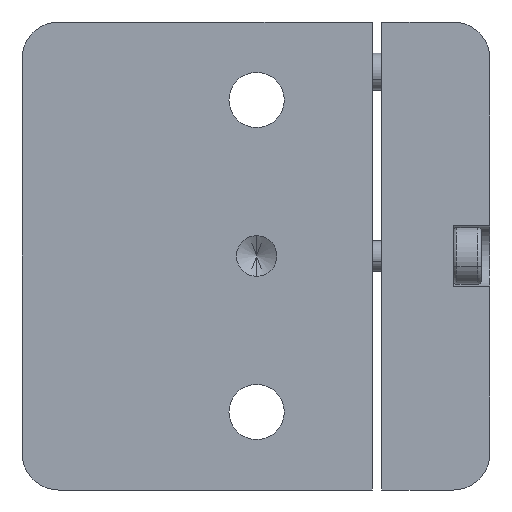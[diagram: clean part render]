
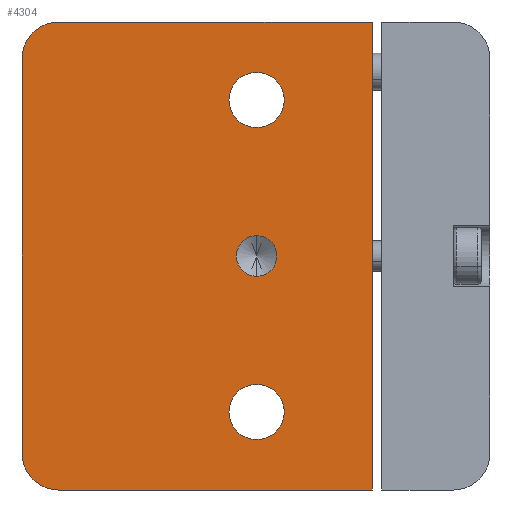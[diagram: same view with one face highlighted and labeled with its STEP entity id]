
A CAD part, front view. The second image highlights one B-rep face of the part: STEP entity #4304.
In plain terms, the highlighted planar face has unit normal (0, -1, 0).
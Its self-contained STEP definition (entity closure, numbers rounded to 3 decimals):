
#30 = LINE ( 'NONE', #3535, #967 ) ;
#41 = CARTESIAN_POINT ( 'NONE',  ( 9.45, -4.128, -15.875 ) ) ;
#75 = VERTEX_POINT ( 'NONE', #776 ) ;
#158 = ORIENTED_EDGE ( 'NONE', *, *, #5519, .F. ) ;
#255 = LINE ( 'NONE', #3333, #1029 ) ;
#292 = EDGE_CURVE ( 'NONE', #75, #4570, #1778, .T. ) ;
#323 = CARTESIAN_POINT ( 'NONE',  ( 0.05, -4.128, -12.7 ) ) ;
#513 = CARTESIAN_POINT ( 'NONE',  ( 0.05, -4.128, -1.65 ) ) ;
#519 = AXIS2_PLACEMENT_3D ( 'NONE', #1672, #3670, #4620 ) ;
#530 = CIRCLE ( 'NONE', #5151, 2.25 ) ;
#548 = DIRECTION ( 'NONE',  ( 0., 0., 1. ) ) ;
#676 = CARTESIAN_POINT ( 'NONE',  ( 0.05, -4.128, 12.7 ) ) ;
#728 = CARTESIAN_POINT ( 'NONE',  ( 0.05, -4.128, 12.7 ) ) ;
#776 = CARTESIAN_POINT ( 'NONE',  ( 0.05, -4.128, 10.45 ) ) ;
#967 = VECTOR ( 'NONE', #5104, 1000. ) ;
#991 = EDGE_CURVE ( 'NONE', #5175, #4615, #1428, .T. ) ;
#1020 = EDGE_CURVE ( 'NONE', #1186, #1279, #30, .T. ) ;
#1027 = FACE_BOUND ( 'NONE', #4171, .T. ) ;
#1029 = VECTOR ( 'NONE', #4244, 1000. ) ;
#1034 = DIRECTION ( 'NONE',  ( 0., -1., 0. ) ) ;
#1063 = DIRECTION ( 'NONE',  ( 0., 0., 1. ) ) ;
#1111 = ORIENTED_EDGE ( 'NONE', *, *, #1020, .T. ) ;
#1154 = DIRECTION ( 'NONE',  ( 0., 0., -1. ) ) ;
#1186 = VERTEX_POINT ( 'NONE', #1704 ) ;
#1243 = EDGE_CURVE ( 'NONE', #1279, #4528, #5190, .T. ) ;
#1279 = VERTEX_POINT ( 'NONE', #5882 ) ;
#1387 = CARTESIAN_POINT ( 'NONE',  ( 0.05, -4.128, -14.95 ) ) ;
#1428 = LINE ( 'NONE', #3447, #2986 ) ;
#1438 = AXIS2_PLACEMENT_3D ( 'NONE', #728, #4248, #1771 ) ;
#1529 = FACE_BOUND ( 'NONE', #5735, .T. ) ;
#1672 = CARTESIAN_POINT ( 'NONE',  ( 0.05, -4.128, 0. ) ) ;
#1697 = CIRCLE ( 'NONE', #3991, 3. ) ;
#1704 = CARTESIAN_POINT ( 'NONE',  ( -19.05, -4.128, 16.05 ) ) ;
#1771 = DIRECTION ( 'NONE',  ( 0., 0., 1. ) ) ;
#1772 = DIRECTION ( 'NONE',  ( 0., 0., 1. ) ) ;
#1778 = CIRCLE ( 'NONE', #1438, 2.25 ) ;
#1817 = VERTEX_POINT ( 'NONE', #513 ) ;
#2137 = CIRCLE ( 'NONE', #3689, 2.25 ) ;
#2159 = ORIENTED_EDGE ( 'NONE', *, *, #3355, .F. ) ;
#2284 = CARTESIAN_POINT ( 'NONE',  ( 0.05, -4.128, -12.7 ) ) ;
#2333 = CIRCLE ( 'NONE', #519, 1.65 ) ;
#2551 = CARTESIAN_POINT ( 'NONE',  ( 0.05, -4.128, 14.95 ) ) ;
#2644 = CARTESIAN_POINT ( 'NONE',  ( 0.05, -4.128, 1.65 ) ) ;
#2660 = VERTEX_POINT ( 'NONE', #4907 ) ;
#2708 = DIRECTION ( 'NONE',  ( 0., -1., 0. ) ) ;
#2986 = VECTOR ( 'NONE', #5448, 1000. ) ;
#3057 = DIRECTION ( 'NONE',  ( 0., 0., 1. ) ) ;
#3144 = VERTEX_POINT ( 'NONE', #2644 ) ;
#3206 = CARTESIAN_POINT ( 'NONE',  ( -16.05, -4.128, 19.05 ) ) ;
#3333 = CARTESIAN_POINT ( 'NONE',  ( 15.875, -4.128, -19.05 ) ) ;
#3353 = ORIENTED_EDGE ( 'NONE', *, *, #1243, .T. ) ;
#3355 = EDGE_CURVE ( 'NONE', #2660, #4436, #530, .T. ) ;
#3387 = VERTEX_POINT ( 'NONE', #3681 ) ;
#3447 = CARTESIAN_POINT ( 'NONE',  ( 15.875, -4.128, 19.05 ) ) ;
#3474 = DIRECTION ( 'NONE',  ( 0., 1., 0. ) ) ;
#3535 = CARTESIAN_POINT ( 'NONE',  ( -19.05, -4.128, -15.875 ) ) ;
#3537 = FACE_BOUND ( 'NONE', #5110, .T. ) ;
#3570 = ORIENTED_EDGE ( 'NONE', *, *, #4045, .F. ) ;
#3630 = CARTESIAN_POINT ( 'NONE',  ( 0.05, -4.128, 0. ) ) ;
#3670 = DIRECTION ( 'NONE',  ( 0., -1., 0. ) ) ;
#3681 = CARTESIAN_POINT ( 'NONE',  ( 9.45, -4.128, -19.05 ) ) ;
#3689 = AXIS2_PLACEMENT_3D ( 'NONE', #676, #5695, #5183 ) ;
#3991 = AXIS2_PLACEMENT_3D ( 'NONE', #5593, #1034, #3057 ) ;
#4034 = AXIS2_PLACEMENT_3D ( 'NONE', #4773, #6281, #1772 ) ;
#4045 = EDGE_CURVE ( 'NONE', #4570, #75, #2137, .T. ) ;
#4094 = ORIENTED_EDGE ( 'NONE', *, *, #5002, .T. ) ;
#4151 = AXIS2_PLACEMENT_3D ( 'NONE', #3630, #5204, #1154 ) ;
#4171 = EDGE_LOOP ( 'NONE', ( #2159, #4985 ) ) ;
#4200 = VECTOR ( 'NONE', #548, 1000. ) ;
#4244 = DIRECTION ( 'NONE',  ( 1., 0., 0. ) ) ;
#4248 = DIRECTION ( 'NONE',  ( 0., -1., 0. ) ) ;
#4275 = DIRECTION ( 'NONE',  ( 0., -1., 0. ) ) ;
#4304 = ADVANCED_FACE ( 'NONE', ( #1529, #5991, #3537, #1027 ), #5955, .F. ) ;
#4317 = AXIS2_PLACEMENT_3D ( 'NONE', #4550, #3474, #1063 ) ;
#4436 = VERTEX_POINT ( 'NONE', #1387 ) ;
#4437 = CARTESIAN_POINT ( 'NONE',  ( -16.05, -4.128, -19.05 ) ) ;
#4528 = VERTEX_POINT ( 'NONE', #4437 ) ;
#4550 = CARTESIAN_POINT ( 'NONE',  ( 15.875, -4.128, -15.875 ) ) ;
#4570 = VERTEX_POINT ( 'NONE', #2551 ) ;
#4615 = VERTEX_POINT ( 'NONE', #3206 ) ;
#4620 = DIRECTION ( 'NONE',  ( 0., 0., -1. ) ) ;
#4703 = EDGE_CURVE ( 'NONE', #4436, #2660, #5892, .T. ) ;
#4773 = CARTESIAN_POINT ( 'NONE',  ( -16.05, -4.128, -16.05 ) ) ;
#4783 = EDGE_CURVE ( 'NONE', #4528, #3387, #255, .T. ) ;
#4855 = ORIENTED_EDGE ( 'NONE', *, *, #6016, .F. ) ;
#4907 = CARTESIAN_POINT ( 'NONE',  ( 0.05, -4.128, -10.45 ) ) ;
#4909 = CARTESIAN_POINT ( 'NONE',  ( 9.45, -4.128, 19.05 ) ) ;
#4985 = ORIENTED_EDGE ( 'NONE', *, *, #4703, .F. ) ;
#5002 = EDGE_CURVE ( 'NONE', #4615, #1186, #1697, .T. ) ;
#5003 = EDGE_CURVE ( 'NONE', #3387, #5175, #5048, .T. ) ;
#5048 = LINE ( 'NONE', #41, #4200 ) ;
#5104 = DIRECTION ( 'NONE',  ( 0., 0., -1. ) ) ;
#5110 = EDGE_LOOP ( 'NONE', ( #3570, #6466 ) ) ;
#5151 = AXIS2_PLACEMENT_3D ( 'NONE', #2284, #2708, #6170 ) ;
#5175 = VERTEX_POINT ( 'NONE', #4909 ) ;
#5183 = DIRECTION ( 'NONE',  ( 0., 0., 1. ) ) ;
#5190 = CIRCLE ( 'NONE', #4034, 3. ) ;
#5204 = DIRECTION ( 'NONE',  ( 0., -1., 0. ) ) ;
#5297 = DIRECTION ( 'NONE',  ( 0., 0., 1. ) ) ;
#5309 = ORIENTED_EDGE ( 'NONE', *, *, #5003, .T. ) ;
#5318 = ORIENTED_EDGE ( 'NONE', *, *, #4783, .T. ) ;
#5345 = EDGE_LOOP ( 'NONE', ( #1111, #3353, #5318, #5309, #5946, #4094 ) ) ;
#5448 = DIRECTION ( 'NONE',  ( -1., 0., 0. ) ) ;
#5519 = EDGE_CURVE ( 'NONE', #1817, #3144, #2333, .T. ) ;
#5593 = CARTESIAN_POINT ( 'NONE',  ( -16.05, -4.128, 16.05 ) ) ;
#5695 = DIRECTION ( 'NONE',  ( 0., -1., 0. ) ) ;
#5735 = EDGE_LOOP ( 'NONE', ( #158, #4855 ) ) ;
#5882 = CARTESIAN_POINT ( 'NONE',  ( -19.05, -4.128, -16.05 ) ) ;
#5892 = CIRCLE ( 'NONE', #6102, 2.25 ) ;
#5946 = ORIENTED_EDGE ( 'NONE', *, *, #991, .T. ) ;
#5955 = PLANE ( 'NONE',  #4317 ) ;
#5991 = FACE_OUTER_BOUND ( 'NONE', #5345, .T. ) ;
#6016 = EDGE_CURVE ( 'NONE', #3144, #1817, #6172, .T. ) ;
#6102 = AXIS2_PLACEMENT_3D ( 'NONE', #323, #4275, #5297 ) ;
#6170 = DIRECTION ( 'NONE',  ( 0., 0., 1. ) ) ;
#6172 = CIRCLE ( 'NONE', #4151, 1.65 ) ;
#6281 = DIRECTION ( 'NONE',  ( 0., -1., 0. ) ) ;
#6466 = ORIENTED_EDGE ( 'NONE', *, *, #292, .F. ) ;
